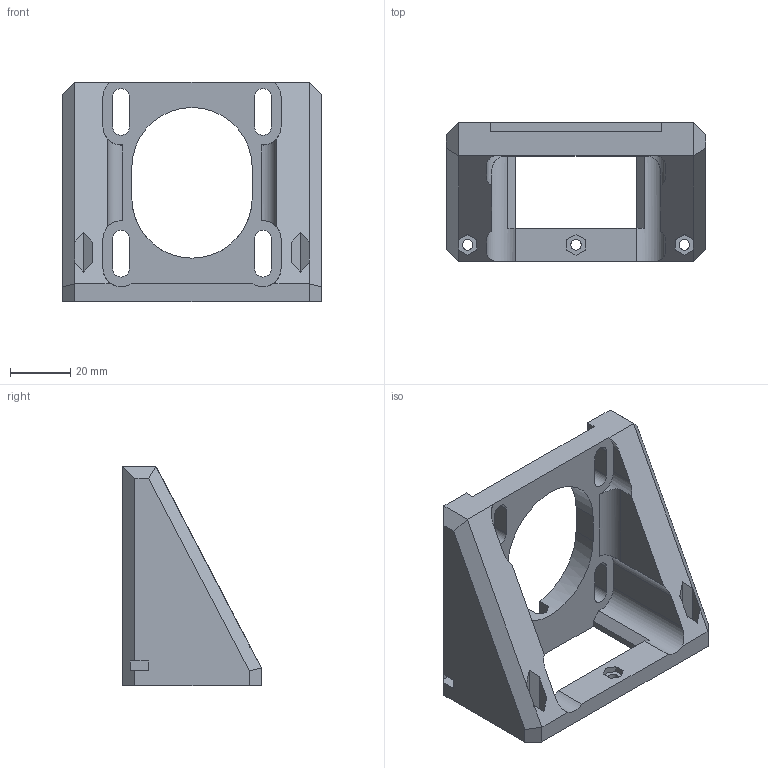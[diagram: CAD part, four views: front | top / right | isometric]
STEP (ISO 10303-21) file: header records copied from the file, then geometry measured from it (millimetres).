
FILE_DESCRIPTION (( 'STEP AP214' ), '1' );
FILE_NAME ('Motor Mount NEMA 23.STEP', '2020-02-12T10:38:51', ( '' ), ( '' ), 'SwSTEP 2.0', 'SolidWorks 2019', '' );
FILE_SCHEMA (( 'AUTOMOTIVE_DESIGN' ));
Length unit declared in the file: millimetre
Products named in the file (1): Motor Mount NEMA 23
Bounding box: 86 x 46 x 73 mm (x, y, z)
Volume: 83035.6 mm3; surface area: 24191.7 mm2
Topology: 1 solids, 1 shells, 135 faces, 386 edges, 250 vertices
Faces by surface type: plane 90, cylinder 41, cone 4
Entity records: 4489 total; most frequent: CARTESIAN_POINT 874, ORIENTED_EDGE 764, DIRECTION 715, EDGE_CURVE 382, LINE 293, VECTOR 293, VERTEX_POINT 250, AXIS2_PLACEMENT_3D 211
